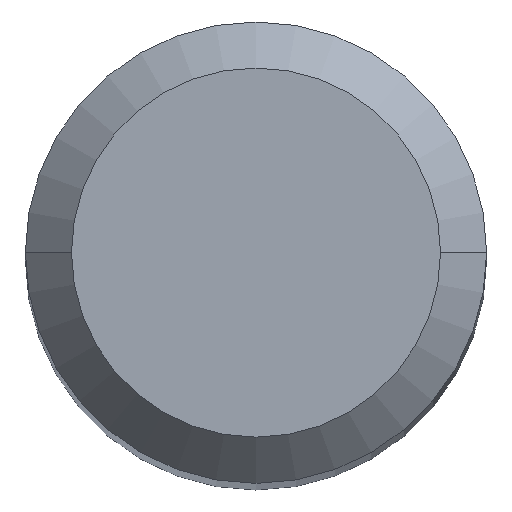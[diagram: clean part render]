
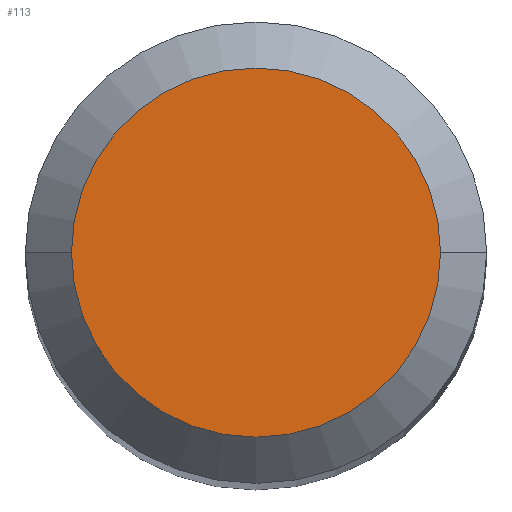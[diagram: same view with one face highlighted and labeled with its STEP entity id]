
A CAD part, top view. The second image highlights one B-rep face of the part: STEP entity #113.
In plain terms, the highlighted planar face has unit normal (0, 0, 1).
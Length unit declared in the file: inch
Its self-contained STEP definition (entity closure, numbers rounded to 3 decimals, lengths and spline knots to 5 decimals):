
#9 = EDGE_CURVE ( 'NONE', #324, #53, #406, .T. ) ;
#20 = DIRECTION ( 'NONE',  ( -1., 0., 0. ) ) ;
#40 = AXIS2_PLACEMENT_3D ( 'NONE', #487, #144, #66 ) ;
#50 = ORIENTED_EDGE ( 'NONE', *, *, #9, .T. ) ;
#53 = VERTEX_POINT ( 'NONE', #227 ) ;
#54 = FACE_OUTER_BOUND ( 'NONE', #153, .T. ) ;
#66 = DIRECTION ( 'NONE',  ( 1., 0., 0. ) ) ;
#84 = DIRECTION ( 'NONE',  ( 0., 0., -1. ) ) ;
#113 = ADVANCED_FACE ( 'NONE', ( #54 ), #165, .F. ) ;
#144 = DIRECTION ( 'NONE',  ( 0., 0., 1. ) ) ;
#153 = EDGE_LOOP ( 'NONE', ( #399, #50 ) ) ;
#165 = PLANE ( 'NONE',  #485 ) ;
#227 = CARTESIAN_POINT ( 'NONE',  ( -0.04724, 0., 0. ) ) ;
#251 = AXIS2_PLACEMENT_3D ( 'NONE', #286, #325, #474 ) ;
#286 = CARTESIAN_POINT ( 'NONE',  ( 0., 0., 0. ) ) ;
#297 = CARTESIAN_POINT ( 'NONE',  ( 0.04724, 0., 0. ) ) ;
#316 = EDGE_CURVE ( 'NONE', #53, #324, #431, .T. ) ;
#324 = VERTEX_POINT ( 'NONE', #297 ) ;
#325 = DIRECTION ( 'NONE',  ( 0., 0., 1. ) ) ;
#358 = CARTESIAN_POINT ( 'NONE',  ( 0., 0., 0. ) ) ;
#399 = ORIENTED_EDGE ( 'NONE', *, *, #316, .T. ) ;
#406 = CIRCLE ( 'NONE', #251, 0.04724 ) ;
#431 = CIRCLE ( 'NONE', #40, 0.04724 ) ;
#474 = DIRECTION ( 'NONE',  ( 1., 0., 0. ) ) ;
#485 = AXIS2_PLACEMENT_3D ( 'NONE', #358, #84, #20 ) ;
#487 = CARTESIAN_POINT ( 'NONE',  ( 0., 0., 0. ) ) ;
